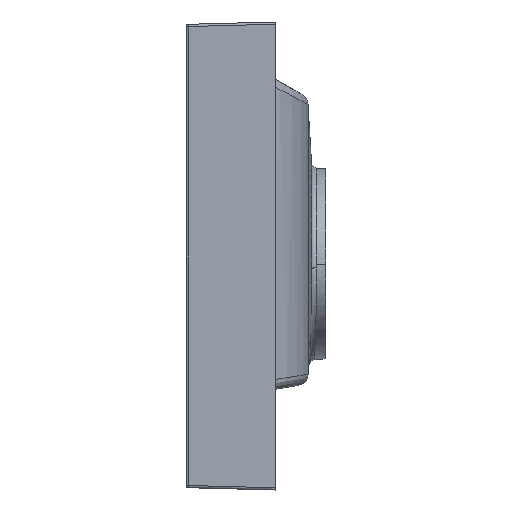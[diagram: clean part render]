
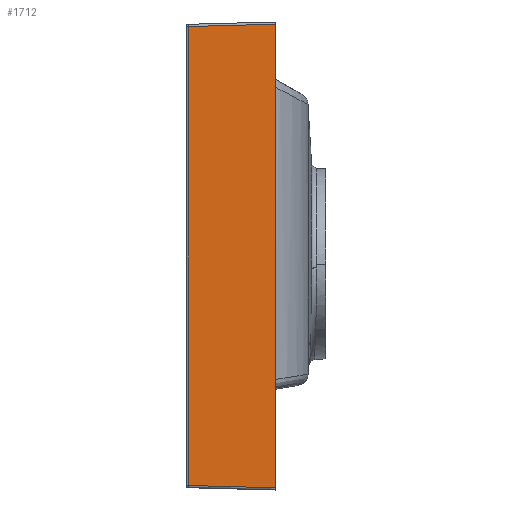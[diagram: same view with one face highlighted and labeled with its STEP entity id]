
A CAD part, left-side view. The second image highlights one B-rep face of the part: STEP entity #1712.
In plain terms, the highlighted planar face has unit normal (-1, 0.026, 0).
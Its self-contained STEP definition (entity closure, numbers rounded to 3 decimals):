
#430 = CARTESIAN_POINT ( 'NONE',  ( -495.051, -1.948, -205.052 ) ) ;
#571 = DIRECTION ( 'NONE',  ( 0., 0., -1. ) ) ;
#688 = DIRECTION ( 'NONE',  ( 0.026, 0.999, -0.026 ) ) ;
#741 = PLANE ( 'NONE',  #2653 ) ;
#924 = LINE ( 'NONE', #5858, #6363 ) ;
#1457 = CARTESIAN_POINT ( 'NONE',  ( -497.096, -80.052, -207.097 ) ) ;
#1702 = ORIENTED_EDGE ( 'NONE', *, *, #3043, .T. ) ;
#1712 = ADVANCED_FACE ( 'NONE', ( #2203 ), #741, .T. ) ;
#2149 = VERTEX_POINT ( 'NONE', #430 ) ;
#2203 = FACE_OUTER_BOUND ( 'NONE', #8901, .T. ) ;
#2204 = CARTESIAN_POINT ( 'NONE',  ( -497.095, -80., -207.096 ) ) ;
#2269 = ORIENTED_EDGE ( 'NONE', *, *, #5452, .T. ) ;
#2308 = ORIENTED_EDGE ( 'NONE', *, *, #8360, .F. ) ;
#2429 = VERTEX_POINT ( 'NONE', #6522 ) ;
#2629 = VERTEX_POINT ( 'NONE', #2204 ) ;
#2653 = AXIS2_PLACEMENT_3D ( 'NONE', #9038, #6675, #5997 ) ;
#3043 = EDGE_CURVE ( 'NONE', #2429, #2149, #924, .T. ) ;
#3358 = VECTOR ( 'NONE', #9314, 1000. ) ;
#3591 = LINE ( 'NONE', #1457, #5914 ) ;
#3966 = VECTOR ( 'NONE', #688, 1000. ) ;
#4282 = VERTEX_POINT ( 'NONE', #6922 ) ;
#5235 = EDGE_CURVE ( 'NONE', #2149, #2629, #3591, .T. ) ;
#5452 = EDGE_CURVE ( 'NONE', #4282, #2429, #7581, .T. ) ;
#5858 = CARTESIAN_POINT ( 'NONE',  ( -495.051, -1.948, 207. ) ) ;
#5898 = LINE ( 'NONE', #7883, #3358 ) ;
#5914 = VECTOR ( 'NONE', #6558, 1000. ) ;
#5997 = DIRECTION ( 'NONE',  ( -0.026, -1., 0. ) ) ;
#6349 = ORIENTED_EDGE ( 'NONE', *, *, #5235, .T. ) ;
#6363 = VECTOR ( 'NONE', #571, 1000. ) ;
#6522 = CARTESIAN_POINT ( 'NONE',  ( -495.051, -1.948, 205.052 ) ) ;
#6558 = DIRECTION ( 'NONE',  ( -0.026, -0.999, -0.026 ) ) ;
#6675 = DIRECTION ( 'NONE',  ( -1., 0.026, 0. ) ) ;
#6922 = CARTESIAN_POINT ( 'NONE',  ( -497.095, -80., 207.096 ) ) ;
#7581 = LINE ( 'NONE', #9534, #3966 ) ;
#7883 = CARTESIAN_POINT ( 'NONE',  ( -497.095, -80., 207. ) ) ;
#8360 = EDGE_CURVE ( 'NONE', #4282, #2629, #5898, .T. ) ;
#8901 = EDGE_LOOP ( 'NONE', ( #2269, #1702, #6349, #2308 ) ) ;
#9038 = CARTESIAN_POINT ( 'NONE',  ( -495., 0., 207. ) ) ;
#9314 = DIRECTION ( 'NONE',  ( 0., 0., -1. ) ) ;
#9534 = CARTESIAN_POINT ( 'NONE',  ( -495.001, -0.052, 205.002 ) ) ;
